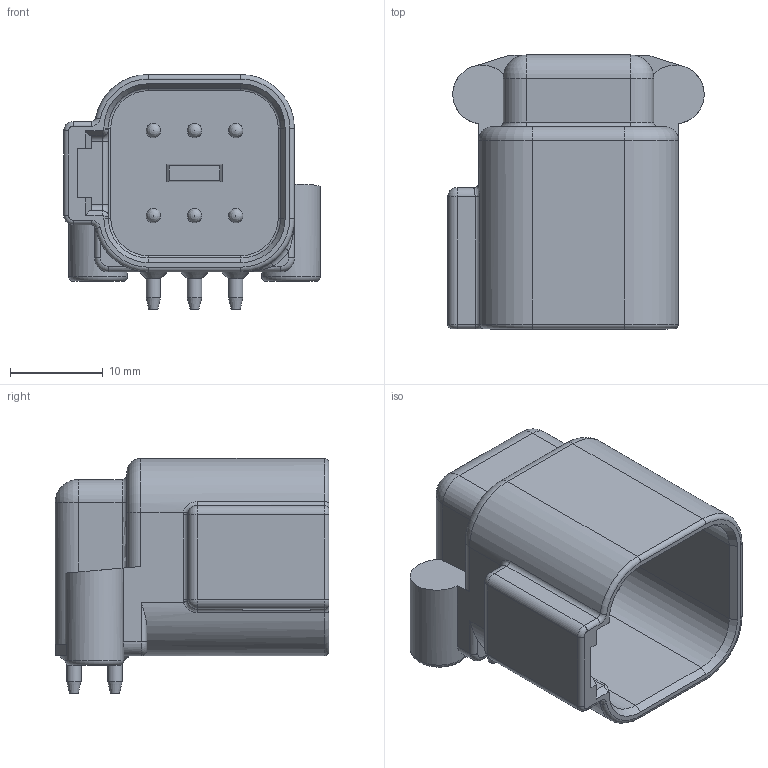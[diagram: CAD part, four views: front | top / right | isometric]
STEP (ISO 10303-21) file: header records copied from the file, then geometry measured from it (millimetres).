
FILE_DESCRIPTION(('FreeCAD Model'),'2;1');
FILE_NAME('Open CASCADE Shape Model','2023-07-22T14:13:38',(''),(''), 'Open CASCADE STEP processor 7.6','FreeCAD','Unknown');
FILE_SCHEMA(('AUTOMOTIVE_DESIGN { 1 0 10303 214 1 1 1 1 }'));
Length unit declared in the file: millimetre
Products named in the file (8): Deutsch_6_Pos_Header1; Body015; Body016; Body017; Body018; Body019; Body020; Cut001
Assembly tree (7 placements, depth 2):
  Deutsch_6_Pos_Header1
    Body015
    Body016
    Body017
    Body018
    Body019
    Body020
    Cut001
Bounding box: 27.71 x 29.59 x 25.4 mm (x, y, z)
Volume: 293.5 mm3; surface area: 6180.7 mm2
Topology: 6 solids, 7 shells, 237 faces, 547 edges, 323 vertices
Faces by surface type: cylinder 82, plane 80, torus 37, cone 22, revolution 6, bspline 6, sphere 4
Full cylindrical faces by diameter (mm): 1.56 x24, 1.96 x2, 3.1 x6, 6.34 x2
Entity records: 15631 total; most frequent: CARTESIAN_POINT 4872, DIRECTION 1920, ORIENTED_EDGE 1078, PCURVE 1078, DEFINITIONAL_REPRESENTATION 1078, LINE 872, VECTOR 872, EDGE_CURVE 540
